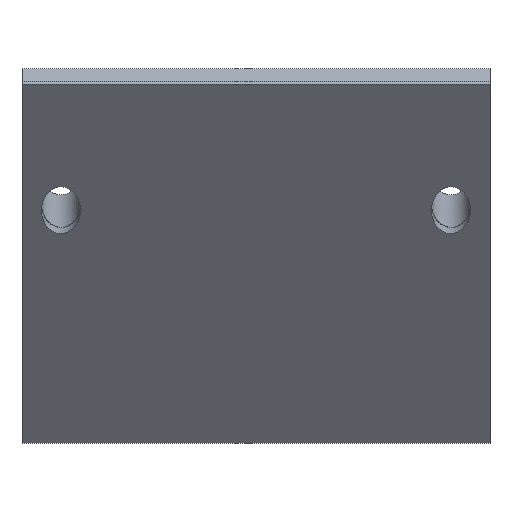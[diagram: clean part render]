
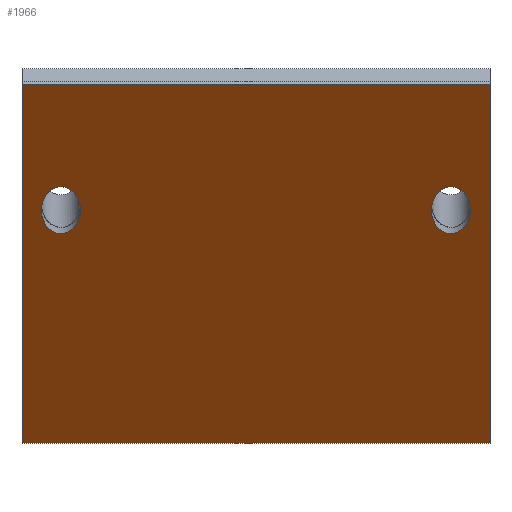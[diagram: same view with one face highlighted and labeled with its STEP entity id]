
A CAD part, top view. The second image highlights one B-rep face of the part: STEP entity #1966.
In plain terms, the highlighted planar face has unit normal (0, -0.643, 0.766).
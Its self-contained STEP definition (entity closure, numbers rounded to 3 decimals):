
#287=ELLIPSE('',#2121,7.779,5.);
#289=ELLIPSE('',#2124,7.779,5.);
#320=LINE('',#2573,#365);
#323=LINE('',#2579,#368);
#326=LINE('',#2585,#371);
#329=LINE('',#2589,#374);
#365=VECTOR('',#2300,10.);
#368=VECTOR('',#2305,10.);
#371=VECTOR('',#2310,10.);
#374=VECTOR('',#2315,10.);
#431=FACE_BOUND('',#599,.T.);
#432=FACE_BOUND('',#600,.T.);
#466=FACE_OUTER_BOUND('',#598,.T.);
#598=EDGE_LOOP('',(#1350,#1351,#1352,#1353));
#599=EDGE_LOOP('',(#1354));
#600=EDGE_LOOP('',(#1355));
#780=VERTEX_POINT('',#2557);
#782=VERTEX_POINT('',#2563);
#785=VERTEX_POINT('',#2570);
#786=VERTEX_POINT('',#2572);
#788=VERTEX_POINT('',#2578);
#790=VERTEX_POINT('',#2584);
#989=EDGE_CURVE('',#780,#780,#287,.T.);
#992=EDGE_CURVE('',#782,#782,#289,.T.);
#995=EDGE_CURVE('',#786,#785,#320,.T.);
#998=EDGE_CURVE('',#788,#786,#323,.T.);
#1001=EDGE_CURVE('',#790,#788,#326,.T.);
#1004=EDGE_CURVE('',#785,#790,#329,.T.);
#1350=ORIENTED_EDGE('',*,*,#1004,.T.);
#1351=ORIENTED_EDGE('',*,*,#1001,.T.);
#1352=ORIENTED_EDGE('',*,*,#998,.T.);
#1353=ORIENTED_EDGE('',*,*,#995,.T.);
#1354=ORIENTED_EDGE('',*,*,#989,.T.);
#1355=ORIENTED_EDGE('',*,*,#992,.T.);
#1920=PLANE('',#2129);
#1966=ADVANCED_FACE('',(#466,#431,#432),#1920,.T.);
#2121=AXIS2_PLACEMENT_3D('',#2559,#2287,#2288);
#2124=AXIS2_PLACEMENT_3D('',#2565,#2294,#2295);
#2129=AXIS2_PLACEMENT_3D('',#2590,#2316,#2317);
#2287=DIRECTION('center_axis',(0.,0.643,-0.766));
#2288=DIRECTION('ref_axis',(0.,0.766,0.643));
#2294=DIRECTION('center_axis',(0.,0.643,-0.766));
#2295=DIRECTION('ref_axis',(0.,0.766,0.643));
#2300=DIRECTION('',(0.,-0.766,-0.643));
#2305=DIRECTION('',(-1.,0.,0.));
#2310=DIRECTION('',(0.,0.766,0.643));
#2315=DIRECTION('',(1.,0.,0.));
#2316=DIRECTION('center_axis',(0.,-0.643,0.766));
#2317=DIRECTION('ref_axis',(1.,0.,0.));
#2557=CARTESIAN_POINT('',(95.,-32.67,0.));
#2559=CARTESIAN_POINT('Origin',(100.,-32.67,0.));
#2563=CARTESIAN_POINT('',(-5.,-32.67,0.));
#2565=CARTESIAN_POINT('Origin',(0.,-32.67,0.));
#2570=CARTESIAN_POINT('',(-10.,-92.401,-50.12));
#2572=CARTESIAN_POINT('',(-10.,-0.476,27.014));
#2573=CARTESIAN_POINT('',(-10.,-92.401,-50.12));
#2578=CARTESIAN_POINT('',(110.,-0.476,27.014));
#2579=CARTESIAN_POINT('',(-10.,-0.476,27.014));
#2584=CARTESIAN_POINT('',(110.,-92.401,-50.12));
#2585=CARTESIAN_POINT('',(110.,-0.476,27.014));
#2589=CARTESIAN_POINT('',(110.,-92.401,-50.12));
#2590=CARTESIAN_POINT('Origin',(50.,-46.438,-11.553));
